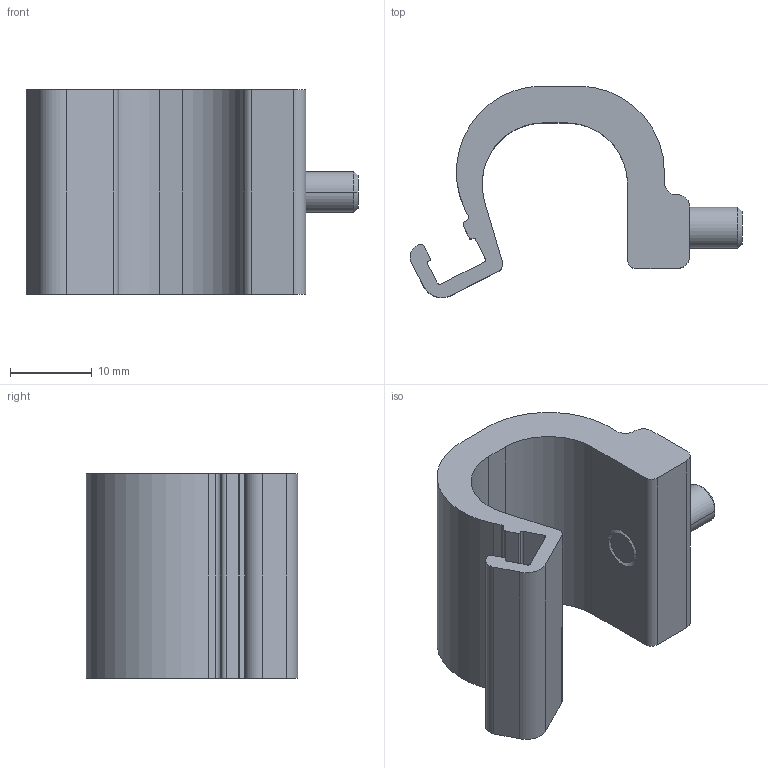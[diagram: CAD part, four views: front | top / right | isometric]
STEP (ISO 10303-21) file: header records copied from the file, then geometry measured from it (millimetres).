
FILE_DESCRIPTION (( 'STEP AP203' ), '1' );
FILE_NAME ('CPSA-09.STEP', '2026-02-02T13:15:09', ( '' ), ( '' ), 'SwSTEP 2.0', 'SolidWorks 2024', '' );
FILE_SCHEMA (( 'CONFIG_CONTROL_DESIGN' ));
Length unit declared in the file: millimetre
Products named in the file (1): CPSA-09
Bounding box: 40.62 x 25.88 x 25 mm (x, y, z)
Volume: 6999.2 mm3; surface area: 4557.1 mm2
Topology: 2 solids, 2 shells, 65 faces, 171 edges, 110 vertices
Faces by surface type: plane 31, cylinder 24, cone 10
Entity records: 2080 total; most frequent: CARTESIAN_POINT 359, DIRECTION 355, ORIENTED_EDGE 342, EDGE_CURVE 171, AXIS2_PLACEMENT_3D 124, VERTEX_POINT 110, LINE 107, VECTOR 107
